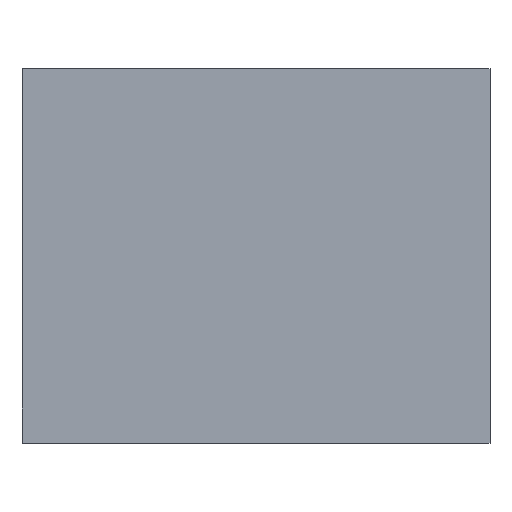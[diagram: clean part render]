
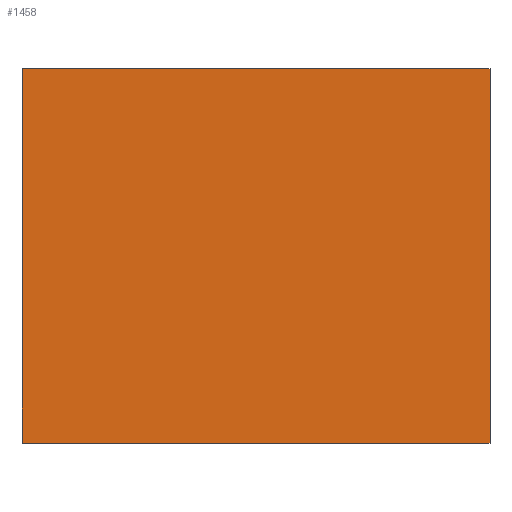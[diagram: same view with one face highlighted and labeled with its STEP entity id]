
A CAD part, top view. The second image highlights one B-rep face of the part: STEP entity #1458.
In plain terms, the highlighted face is planar.
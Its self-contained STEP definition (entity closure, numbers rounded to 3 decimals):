
#501=DIRECTION('',(0.,0.,1.));
#502=VECTOR('',#501,0.8);
#503=CARTESIAN_POINT('',(-0.5,0.375,-0.4));
#504=LINE('',#503,#502);
#508=DIRECTION('',(-1.,0.,0.));
#509=VECTOR('',#508,1.);
#510=CARTESIAN_POINT('',(0.5,0.375,-0.4));
#511=LINE('',#510,#509);
#515=DIRECTION('',(0.,0.,-1.));
#516=VECTOR('',#515,0.8);
#517=CARTESIAN_POINT('',(0.5,0.375,0.4));
#518=LINE('',#517,#516);
#522=DIRECTION('',(1.,0.,0.));
#523=VECTOR('',#522,1.);
#524=CARTESIAN_POINT('',(-0.5,0.375,0.4));
#525=LINE('',#524,#523);
#1044=CARTESIAN_POINT('',(-0.5,0.375,-0.4));
#1045=CARTESIAN_POINT('',(-0.5,0.375,0.4));
#1046=VERTEX_POINT('',#1044);
#1047=VERTEX_POINT('',#1045);
#1048=CARTESIAN_POINT('',(0.5,0.375,0.4));
#1049=VERTEX_POINT('',#1048);
#1050=CARTESIAN_POINT('',(0.5,0.375,-0.4));
#1051=VERTEX_POINT('',#1050);
#1447=CARTESIAN_POINT('',(0.,0.375,0.));
#1448=DIRECTION('',(0.,1.,0.));
#1449=DIRECTION('',(1.,0.,0.));
#1450=AXIS2_PLACEMENT_3D('',#1447,#1448,#1449);
#1451=PLANE('',#1450);
#1452=ORIENTED_EDGE('',*,*,#1324,.F.);
#1453=ORIENTED_EDGE('',*,*,#1356,.F.);
#1454=ORIENTED_EDGE('',*,*,#1394,.F.);
#1455=ORIENTED_EDGE('',*,*,#1417,.F.);
#1456=EDGE_LOOP('',(#1452,#1453,#1454,#1455));
#1457=FACE_OUTER_BOUND('',#1456,.F.);
#1324=EDGE_CURVE('',#1046,#1047,#504,.T.);
#1356=EDGE_CURVE('',#1051,#1046,#511,.T.);
#1394=EDGE_CURVE('',#1049,#1051,#518,.T.);
#1417=EDGE_CURVE('',#1047,#1049,#525,.T.);
#1458=ADVANCED_FACE('',(#1457),#1451,.T.);
